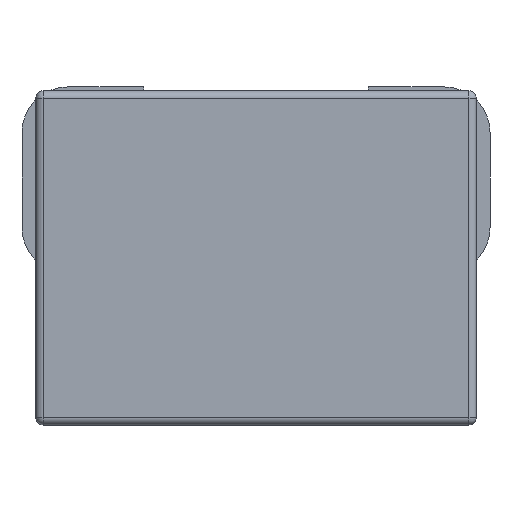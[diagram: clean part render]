
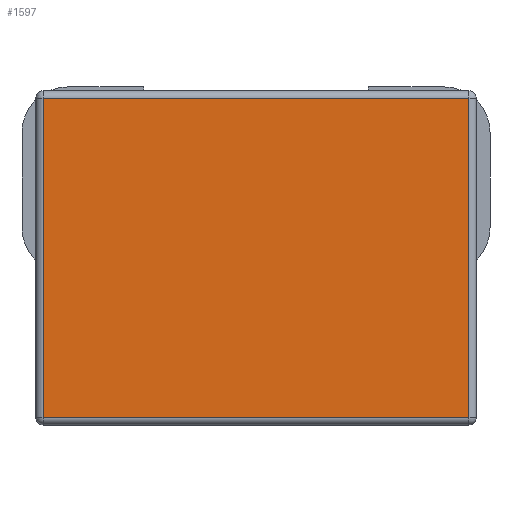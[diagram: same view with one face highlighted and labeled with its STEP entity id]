
A CAD part, front view. The second image highlights one B-rep face of the part: STEP entity #1597.
In plain terms, the highlighted planar face has unit normal (0, -1, 0).
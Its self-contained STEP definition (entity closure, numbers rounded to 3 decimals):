
#170=LINE('',#2634,#304);
#171=LINE('',#2637,#305);
#172=LINE('',#2639,#306);
#173=LINE('',#2641,#307);
#304=VECTOR('',#2045,1000.);
#305=VECTOR('',#2046,1000.);
#306=VECTOR('',#2047,1000.);
#307=VECTOR('',#2048,1000.);
#462=ORIENTED_EDGE('',*,*,#940,.T.);
#463=ORIENTED_EDGE('',*,*,#941,.T.);
#464=ORIENTED_EDGE('',*,*,#942,.T.);
#465=ORIENTED_EDGE('',*,*,#943,.T.);
#940=EDGE_CURVE('',#1176,#1177,#170,.F.);
#941=EDGE_CURVE('',#1177,#1178,#171,.F.);
#942=EDGE_CURVE('',#1178,#1179,#172,.T.);
#943=EDGE_CURVE('',#1179,#1176,#173,.T.);
#1176=VERTEX_POINT('',#2635);
#1177=VERTEX_POINT('',#2636);
#1178=VERTEX_POINT('',#2638);
#1179=VERTEX_POINT('',#2640);
#1359=EDGE_LOOP('',(#462,#463,#464,#465));
#1463=FACE_BOUND('',#1359,.T.);
#1563=PLANE('',#1746);
#1597=ADVANCED_FACE('',(#1463),#1563,.F.);
#1746=AXIS2_PLACEMENT_3D('',#2633,#2043,#2044);
#2043=DIRECTION('',(0.,1.,0.));
#2044=DIRECTION('',(-1.,0.,0.));
#2045=DIRECTION('',(0.,0.,-1.));
#2046=DIRECTION('',(1.,0.,0.));
#2047=DIRECTION('',(0.,0.,-1.));
#2048=DIRECTION('',(1.,0.,0.));
#2633=CARTESIAN_POINT('',(-1.45,-1.45,1.1));
#2634=CARTESIAN_POINT('',(1.4,-1.45,1.1));
#2635=CARTESIAN_POINT('',(1.4,-1.45,-1.05));
#2636=CARTESIAN_POINT('',(1.4,-1.45,1.05));
#2637=CARTESIAN_POINT('',(-1.45,-1.45,1.05));
#2638=CARTESIAN_POINT('',(-1.4,-1.45,1.05));
#2639=CARTESIAN_POINT('',(-1.4,-1.45,1.1));
#2640=CARTESIAN_POINT('',(-1.4,-1.45,-1.05));
#2641=CARTESIAN_POINT('',(-1.45,-1.45,-1.05));
